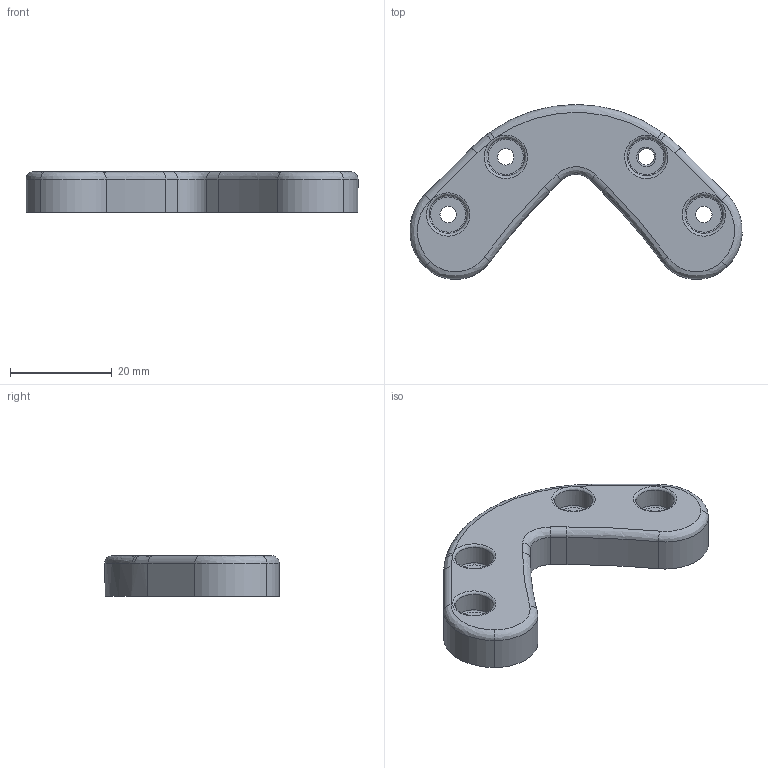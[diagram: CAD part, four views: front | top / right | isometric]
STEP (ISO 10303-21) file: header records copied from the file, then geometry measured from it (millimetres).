
FILE_DESCRIPTION (( 'STEP AP203' ), '1' );
FILE_NAME ('HT9Z-4PHZ1-F_rev0.0.STEP', '2023-10-04T04:21:02', ( '' ), ( '' ), 'SwSTEP 2.0', 'SolidWorks 2021', '' );
FILE_SCHEMA (( 'CONFIG_CONTROL_DESIGN' ));
Length unit declared in the file: millimetre
Products named in the file (1): HT9Z-4PHZ1-F_rev0.0
Bounding box: 65.18 x 34.29 x 8 mm (x, y, z)
Volume: 9064.2 mm3; surface area: 4416.1 mm2
Topology: 1 solids, 1 shells, 59 faces, 137 edges, 86 vertices
Faces by surface type: cylinder 24, bspline 21, plane 14
Full cylindrical faces by diameter (mm): 3.2 x4, 6.2 x4, 7.5 x4
Entity records: 2584 total; most frequent: CARTESIAN_POINT 1393, DIRECTION 222, ORIENTED_EDGE 210, EDGE_CURVE 105, AXIS2_PLACEMENT_3D 99, EDGE_LOOP 94, FACE_OUTER_BOUND 80, VERTEX_POINT 75
